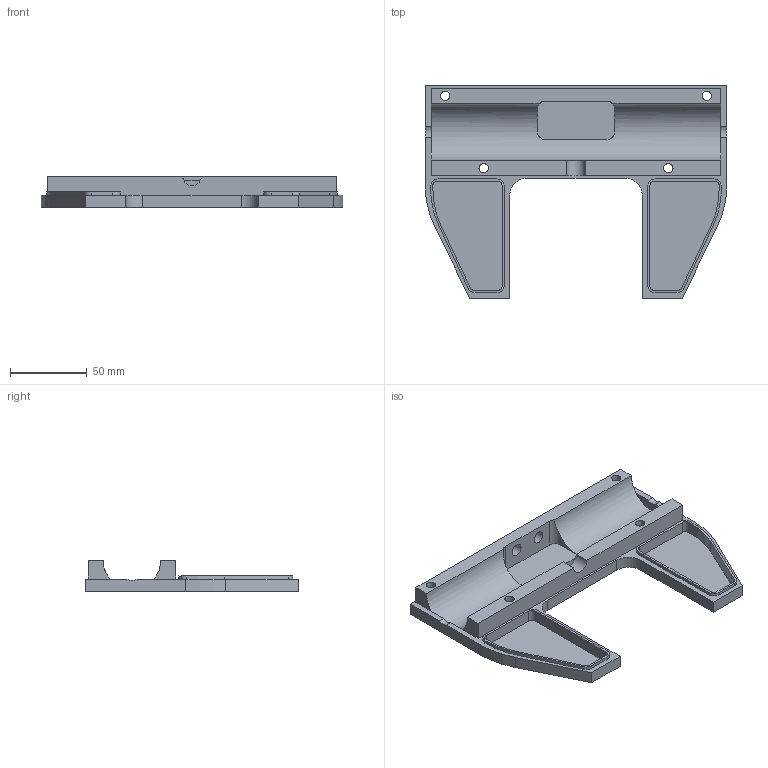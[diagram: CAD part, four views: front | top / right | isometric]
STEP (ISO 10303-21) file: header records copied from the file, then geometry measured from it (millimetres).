
FILE_DESCRIPTION(('FreeCAD Model'),'2;1');
FILE_NAME('Open CASCADE Shape Model','2023-11-13T02:37:13',(''),(''), 'Open CASCADE STEP processor 7.5','FreeCAD','Unknown');
FILE_SCHEMA(('AUTOMOTIVE_DESIGN { 1 0 10303 214 1 1 1 1 }'));
Length unit declared in the file: millimetre
Products named in the file (1): motorcover
Bounding box: 196 x 138 x 20 mm (x, y, z)
Volume: 134901.4 mm3; surface area: 59449.5 mm2
Topology: 1 solids, 1 shells, 97 faces, 279 edges, 185 vertices
Faces by surface type: plane 55, cylinder 42
Full cylindrical faces by diameter (mm): 6.1 x4, 8 x2, 12 x4
Entity records: 7137 total; most frequent: CARTESIAN_POINT 1565, DIRECTION 1070, LINE 608, VECTOR 608, ORIENTED_EDGE 550, PCURVE 550, DEFINITIONAL_REPRESENTATION 550, EDGE_CURVE 275
